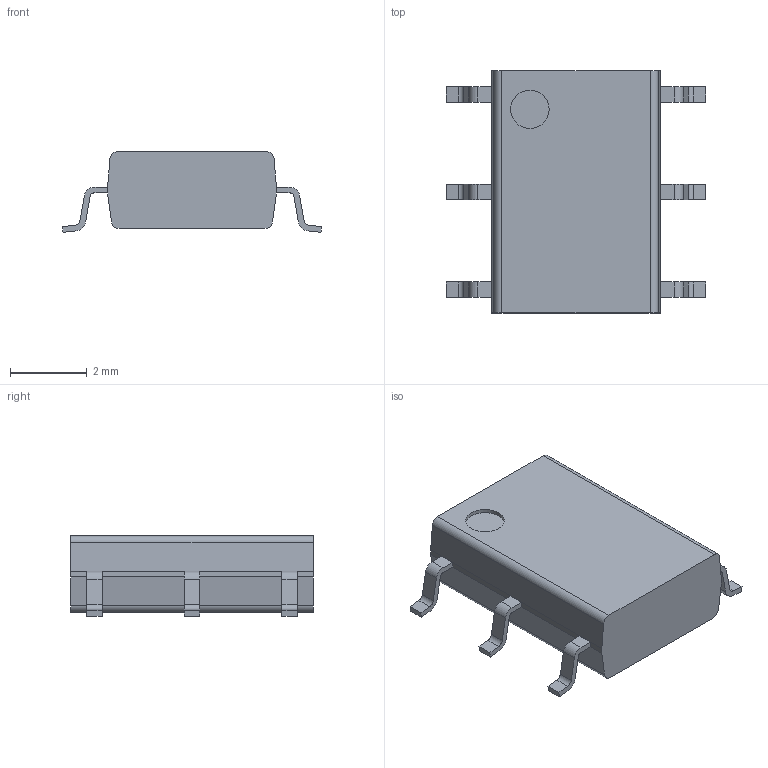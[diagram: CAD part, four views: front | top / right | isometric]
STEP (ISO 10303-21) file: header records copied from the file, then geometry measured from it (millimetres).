
FILE_DESCRIPTION(/* description */ (''),/* implementation_level */ '2;1');
FILE_NAME(/* name */ 'PANASONIC_AQV25(SOP).stp',/* time_stamp */ '2016-09-13T14:10:43+02:00',/* author */ ('jchouvet'),/* organization */ (''),/* preprocessor_version */ 'ST-DEVELOPER v16.1',/* originating_system */ 'AutoCAD Mechanical',/* authorisation */ '');
FILE_SCHEMA (('AUTOMOTIVE_DESIGN { 1 0 10303 214 3 1 1 }'));
Length unit declared in the file: millimetre
Products named in the file (1): Product
Bounding box: 6.74 x 6.3 x 2.1 mm (x, y, z)
Volume: 54.6 mm3; surface area: 107.1 mm2
Topology: 7 solids, 7 shells, 100 faces, 255 edges, 170 vertices
Faces by surface type: plane 71, cylinder 29
Full cylindrical faces by diameter (mm): 1 x1
Entity records: 3045 total; most frequent: CARTESIAN_POINT 525, DIRECTION 514, ORIENTED_EDGE 508, EDGE_CURVE 254, LINE 196, VECTOR 196, VERTEX_POINT 170, AXIS2_PLACEMENT_3D 159
